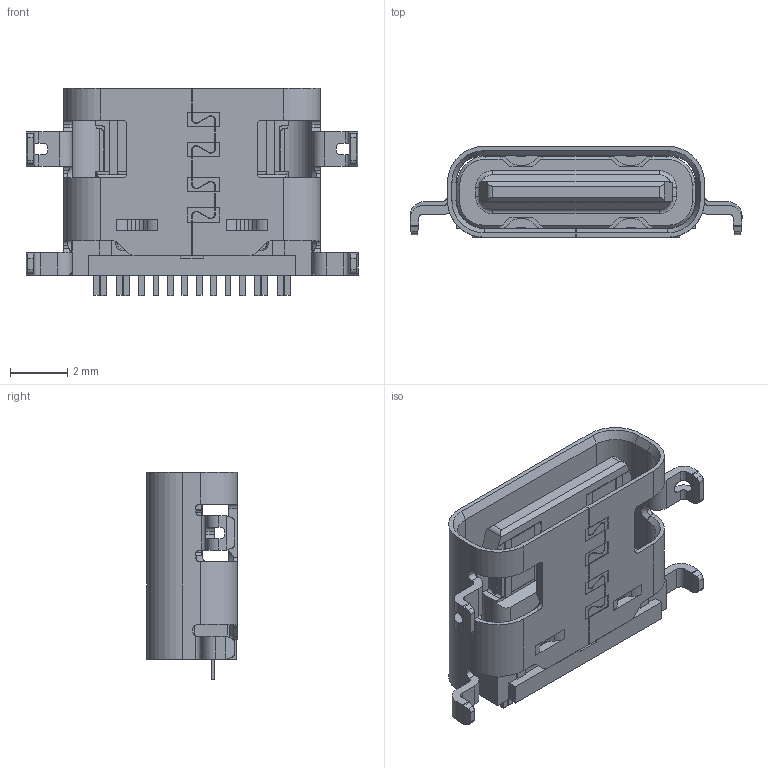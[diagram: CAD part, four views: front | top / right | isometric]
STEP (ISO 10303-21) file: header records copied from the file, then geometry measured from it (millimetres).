
FILE_DESCRIPTION (( 'STEP AP214' ), '1' );
FILE_NAME ('USB4500-03-0-A_revA.STEP', '2021-07-13T03:43:57', ( '' ), ( '' ), 'SwSTEP 2.0', 'SolidWorks 2021', '' );
FILE_SCHEMA (( 'AUTOMOTIVE_DESIGN' ));
Length unit declared in the file: millimetre
Products named in the file (3): shell without spring; USB4500-03-0-A_revA; housing mid 0.80
Assembly tree (2 placements, depth 2):
  USB4500-03-0-A_revA
    housing mid 0.80
    shell without spring
Bounding box: 11.55 x 3.16 x 7.2 mm (x, y, z)
Volume: 98.1 mm3; surface area: 439.1 mm2
Topology: 2 solids, 2 shells, 824 faces, 2289 edges, 1474 vertices
Faces by surface type: plane 616, cylinder 174, cone 30, bspline 4
Entity records: 27997 total; most frequent: CARTESIAN_POINT 4963, ORIENTED_EDGE 4578, DIRECTION 4243, EDGE_CURVE 2289, LINE 1839, VECTOR 1839, VERTEX_POINT 1474, AXIS2_PLACEMENT_3D 1202
